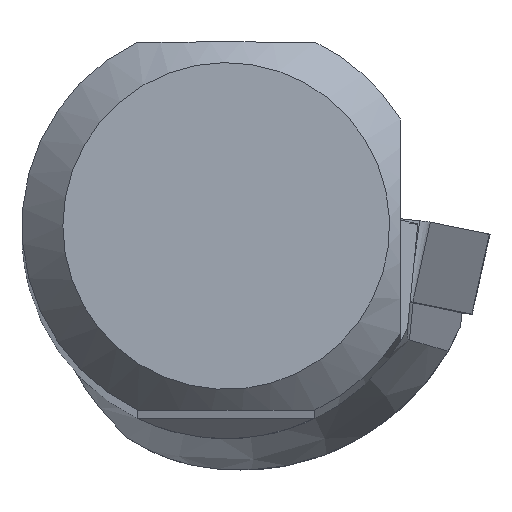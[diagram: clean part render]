
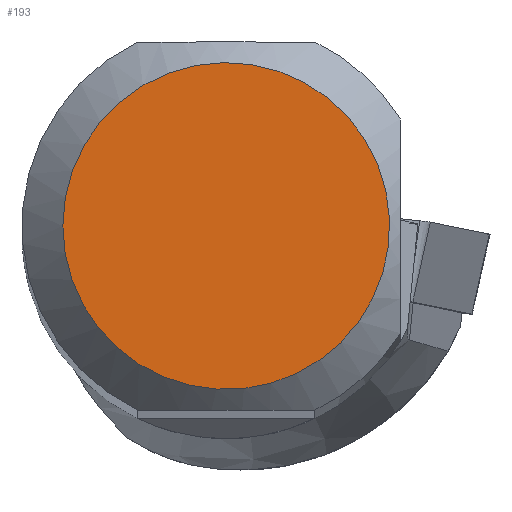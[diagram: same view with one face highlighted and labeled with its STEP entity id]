
A CAD part, top view. The second image highlights one B-rep face of the part: STEP entity #193.
In plain terms, the highlighted planar face has unit normal (0, 0, 1).
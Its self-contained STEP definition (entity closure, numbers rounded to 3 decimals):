
#150=FACE_OUTER_BOUND('',#398,.T.);
#193=ADVANCED_FACE('CU_SU_BP3',(#150),#225,.T.);
#225=PLANE('',#1025);
#398=EDGE_LOOP('',(#564));
#564=ORIENTED_EDGE('',*,*,#825,.F.);
#724=VERTEX_POINT('',#1679);
#825=EDGE_CURVE('',#724,#724,#870,.T.);
#870=CIRCLE('',#1024,7.991);
#1024=AXIS2_PLACEMENT_3D('',#1678,#1239,#1240);
#1025=AXIS2_PLACEMENT_3D('',#1680,#1241,#1242);
#1239=DIRECTION('',(0.,0.,-1.));
#1240=DIRECTION('',(-1.,0.,0.));
#1241=DIRECTION('',(0.,0.,1.));
#1242=DIRECTION('',(-1.,0.,0.));
#1678=CARTESIAN_POINT('',(0.,0.,0.));
#1679=CARTESIAN_POINT('',(-7.991,0.,0.));
#1680=CARTESIAN_POINT('',(0.,0.,
0.));
